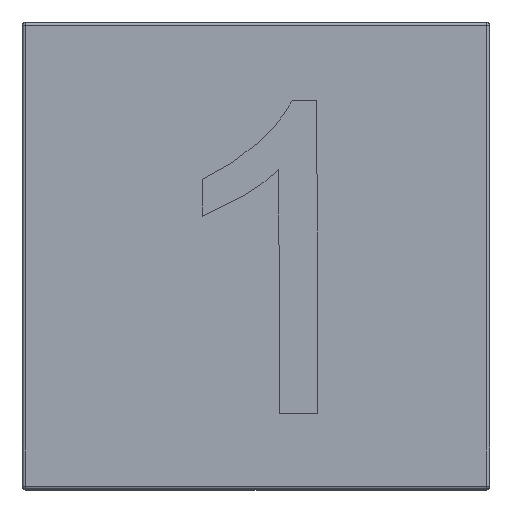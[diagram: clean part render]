
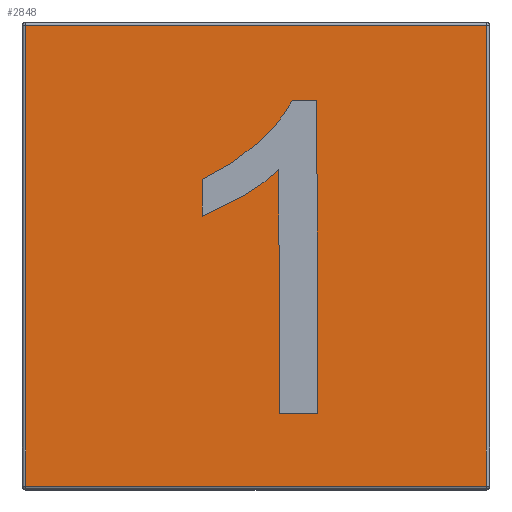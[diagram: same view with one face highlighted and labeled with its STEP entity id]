
A CAD part, top view. The second image highlights one B-rep face of the part: STEP entity #2848.
In plain terms, the highlighted planar face has unit normal (0, 0, 1).
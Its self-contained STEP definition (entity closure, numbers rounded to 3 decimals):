
#67=FACE_BOUND('',#436,.T.);
#113=PLANE('',#2955);
#272=FACE_OUTER_BOUND('',#435,.T.);
#435=EDGE_LOOP('',(#2493,#2494,#2495,#2496));
#436=EDGE_LOOP('',(#2497,#2498,#2499,#2500,#2501,#2502,#2503,#2504,#2505));
#511=LINE('',#4453,#728);
#517=LINE('',#4507,#734);
#522=LINE('',#4559,#739);
#525=LINE('',#4565,#742);
#528=LINE('',#4570,#745);
#647=LINE('',#5726,#864);
#648=LINE('',#5728,#865);
#658=LINE('',#5763,#875);
#661=LINE('',#5767,#878);
#728=VECTOR('',#3052,10.);
#734=VECTOR('',#3060,10.);
#739=VECTOR('',#3067,10.);
#742=VECTOR('',#3072,10.);
#745=VECTOR('',#3077,10.);
#864=VECTOR('',#3294,10.);
#865=VECTOR('',#3297,10.);
#875=VECTOR('',#3349,10.);
#878=VECTOR('',#3354,10.);
#969=B_SPLINE_CURVE_WITH_KNOTS('',3,(#4470,#4471,#4472,#4473,#4474),
 .UNSPECIFIED.,.F.,.F.,(4,1,4),(0.,0.095,0.173),
 .UNSPECIFIED.);
#971=B_SPLINE_CURVE_WITH_KNOTS('',3,(#4493,#4494,#4495,#4496,#4497),
 .UNSPECIFIED.,.F.,.F.,(4,1,4),(0.,0.11,0.215),
 .UNSPECIFIED.);
#973=B_SPLINE_CURVE_WITH_KNOTS('',3,(#4522,#4523,#4524,#4525,#4526),
 .UNSPECIFIED.,.F.,.F.,(4,1,4),(0.,0.078,0.144),
 .UNSPECIFIED.);
#975=B_SPLINE_CURVE_WITH_KNOTS('',3,(#4545,#4546,#4547,#4548,#4549),
 .UNSPECIFIED.,.F.,.F.,(4,1,4),(0.,0.066,0.144),
 .UNSPECIFIED.);
#1165=VERTEX_POINT('',#4451);
#1166=VERTEX_POINT('',#4452);
#1169=VERTEX_POINT('',#4469);
#1171=VERTEX_POINT('',#4492);
#1173=VERTEX_POINT('',#4506);
#1175=VERTEX_POINT('',#4521);
#1177=VERTEX_POINT('',#4544);
#1179=VERTEX_POINT('',#4558);
#1181=VERTEX_POINT('',#4564);
#1319=VERTEX_POINT('',#5693);
#1323=VERTEX_POINT('',#5702);
#1324=VERTEX_POINT('',#5706);
#1330=VERTEX_POINT('',#5721);
#1491=EDGE_CURVE('',#1165,#1166,#511,.T.);
#1495=EDGE_CURVE('',#1169,#1165,#969,.T.);
#1498=EDGE_CURVE('',#1171,#1169,#971,.T.);
#1501=EDGE_CURVE('',#1173,#1171,#517,.T.);
#1504=EDGE_CURVE('',#1175,#1173,#973,.T.);
#1507=EDGE_CURVE('',#1177,#1175,#975,.T.);
#1510=EDGE_CURVE('',#1179,#1177,#522,.T.);
#1513=EDGE_CURVE('',#1181,#1179,#525,.T.);
#1516=EDGE_CURVE('',#1166,#1181,#528,.T.);
#1734=EDGE_CURVE('',#1324,#1330,#647,.T.);
#1735=EDGE_CURVE('',#1330,#1323,#648,.T.);
#1754=EDGE_CURVE('',#1319,#1324,#658,.T.);
#1757=EDGE_CURVE('',#1323,#1319,#661,.T.);
#2493=ORIENTED_EDGE('',*,*,#1734,.F.);
#2494=ORIENTED_EDGE('',*,*,#1754,.F.);
#2495=ORIENTED_EDGE('',*,*,#1757,.F.);
#2496=ORIENTED_EDGE('',*,*,#1735,.F.);
#2497=ORIENTED_EDGE('',*,*,#1491,.T.);
#2498=ORIENTED_EDGE('',*,*,#1516,.T.);
#2499=ORIENTED_EDGE('',*,*,#1513,.T.);
#2500=ORIENTED_EDGE('',*,*,#1510,.T.);
#2501=ORIENTED_EDGE('',*,*,#1507,.T.);
#2502=ORIENTED_EDGE('',*,*,#1504,.T.);
#2503=ORIENTED_EDGE('',*,*,#1501,.T.);
#2504=ORIENTED_EDGE('',*,*,#1498,.T.);
#2505=ORIENTED_EDGE('',*,*,#1495,.T.);
#2848=ADVANCED_FACE('',(#272,#67),#113,.T.);
#2955=AXIS2_PLACEMENT_3D('',#5768,#3355,#3356);
#3052=DIRECTION('',(1.,0.003,0.));
#3060=DIRECTION('',(-0.003,1.,0.));
#3067=DIRECTION('',(-0.003,1.,0.));
#3072=DIRECTION('',(-1.,-0.003,0.));
#3077=DIRECTION('',(0.003,-1.,0.));
#3294=DIRECTION('',(-1.,0.,0.));
#3297=DIRECTION('',(0.,1.,0.));
#3349=DIRECTION('',(0.,-1.,0.));
#3354=DIRECTION('',(1.,0.,0.));
#3355=DIRECTION('center_axis',(0.,0.,1.));
#3356=DIRECTION('ref_axis',(1.,0.,0.));
#4451=CARTESIAN_POINT('',(8.659,12.471,15.));
#4452=CARTESIAN_POINT('',(9.45,12.473,15.));
#4453=CARTESIAN_POINT('',(4.308,12.455,15.));
#4469=CARTESIAN_POINT('',(7.572,11.13,15.));
#4470=CARTESIAN_POINT('Ctrl Pts',(7.572,11.13,15.));
#4471=CARTESIAN_POINT('Ctrl Pts',(7.803,11.347,15.));
#4472=CARTESIAN_POINT('Ctrl Pts',(8.227,11.744,15.));
#4473=CARTESIAN_POINT('Ctrl Pts',(8.524,12.244,15.));
#4474=CARTESIAN_POINT('Ctrl Pts',(8.659,12.471,15.));
#4492=CARTESIAN_POINT('',(5.775,9.95,15.));
#4493=CARTESIAN_POINT('Ctrl Pts',(5.775,9.95,15.));
#4494=CARTESIAN_POINT('Ctrl Pts',(6.104,10.118,15.));
#4495=CARTESIAN_POINT('Ctrl Pts',(6.746,10.447,15.));
#4496=CARTESIAN_POINT('Ctrl Pts',(7.301,10.906,15.));
#4497=CARTESIAN_POINT('Ctrl Pts',(7.572,11.13,15.));
#4506=CARTESIAN_POINT('',(5.78,8.763,15.));
#4507=CARTESIAN_POINT('',(5.795,4.392,15.));
#4521=CARTESIAN_POINT('',(7.07,9.402,15.));
#4522=CARTESIAN_POINT('Ctrl Pts',(7.07,9.402,15.));
#4523=CARTESIAN_POINT('Ctrl Pts',(6.845,9.273,15.));
#4524=CARTESIAN_POINT('Ctrl Pts',(6.429,9.032,15.));
#4525=CARTESIAN_POINT('Ctrl Pts',(5.984,8.848,15.));
#4526=CARTESIAN_POINT('Ctrl Pts',(5.78,8.763,15.));
#4544=CARTESIAN_POINT('',(8.23,10.252,15.));
#4545=CARTESIAN_POINT('Ctrl Pts',(8.23,10.252,15.));
#4546=CARTESIAN_POINT('Ctrl Pts',(8.063,10.106,15.));
#4547=CARTESIAN_POINT('Ctrl Pts',(7.701,9.789,15.));
#4548=CARTESIAN_POINT('Ctrl Pts',(7.291,9.538,15.));
#4549=CARTESIAN_POINT('Ctrl Pts',(7.07,9.402,15.));
#4558=CARTESIAN_POINT('',(8.257,2.428,15.));
#4559=CARTESIAN_POINT('',(8.261,1.228,15.));
#4564=CARTESIAN_POINT('',(9.485,2.432,15.));
#4565=CARTESIAN_POINT('',(4.738,2.416,15.));
#4570=CARTESIAN_POINT('',(9.472,6.253,15.));
#5693=CARTESIAN_POINT('',(14.9,14.9,15.));
#5702=CARTESIAN_POINT('',(0.1,14.9,15.));
#5706=CARTESIAN_POINT('',(14.9,0.1,15.));
#5721=CARTESIAN_POINT('',(0.1,0.1,15.));
#5726=CARTESIAN_POINT('',(3.75,0.1,15.));
#5728=CARTESIAN_POINT('',(0.1,0.,15.));
#5763=CARTESIAN_POINT('',(14.9,0.,15.));
#5767=CARTESIAN_POINT('',(3.75,14.9,15.));
#5768=CARTESIAN_POINT('Origin',(0.,0.,15.));
